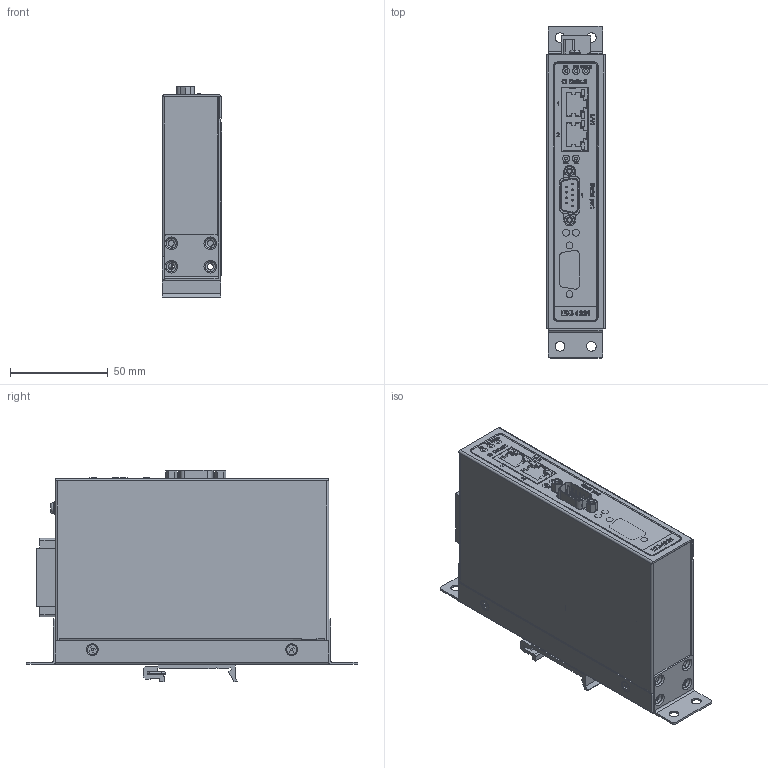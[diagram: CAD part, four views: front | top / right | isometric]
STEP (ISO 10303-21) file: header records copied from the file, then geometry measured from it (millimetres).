
FILE_DESCRIPTION (( 'STEP AP214' ), '1' );
FILE_NAME ('EKI-1221-CE fxt.STEP', '2024-10-07T16:15:40', ( '' ), ( '' ), 'SwSTEP 2.0', 'SolidWorks 2021', '' );
FILE_SCHEMA (( 'AUTOMOTIVE_DESIGN' ));
Length unit declared in the file: inch
Products named in the file (1): EKI-1221-CE fxt
Bounding box: 30.35 x 170 x 108.5 mm (x, y, z)
Volume: 366845.7 mm3; surface area: 110041.4 mm2
Topology: 14 solids, 40 shells, 2130 faces, 5764 edges, 3911 vertices
Faces by surface type: plane 1281, cylinder 376, bspline 326, torus 85, cone 62
Entity records: 84883 total; most frequent: CARTESIAN_POINT 32328, ORIENTED_EDGE 11528, DIRECTION 9495, EDGE_CURVE 5764, VERTEX_POINT 3911, VECTOR 3901, LINE 3901, AXIS2_PLACEMENT_3D 2797
